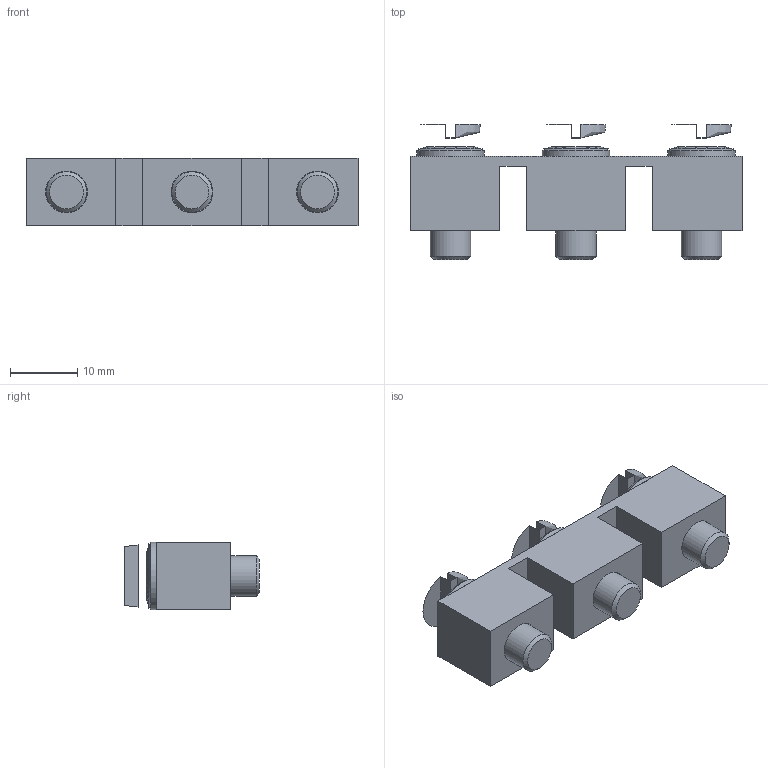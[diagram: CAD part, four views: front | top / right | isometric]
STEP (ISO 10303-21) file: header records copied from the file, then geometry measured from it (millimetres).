
FILE_DESCRIPTION(/* description */ (''),/* implementation_level */ '2;1');
FILE_NAME(/* name */ '17256_0_SQ_50_3.stp',/* time_stamp */ '2021-10-13T10:25:35+02:00',/* author */ ('schlueter'),/* organization */ ('USER'),/* preprocessor_version */ 'ST-DEVELOPER v18',/* originating_system */ 'Autodesk Manufacturing Data Exchange Utility2020.0.0.905203',/* authorisation */ '');
FILE_SCHEMA (('AUTOMOTIVE_DESIGN { 1 0 10303 214 3 1 1 }'));
Length unit declared in the file: millimetre
Products named in the file (1): 17256_0_SQ_50_3P
Bounding box: 49.2 x 20 x 10 mm (x, y, z)
Volume: 5701.9 mm3; surface area: 5097.4 mm2
Topology: 7 solids, 7 shells, 83 faces, 225 edges, 162 vertices
Faces by surface type: plane 44, cylinder 18, cone 15, torus 6
Full cylindrical faces by diameter (mm): 5.3 x3, 5.5 x3, 6 x3, 6.2 x3, 6.4 x3, 10 x3
Entity records: 2782 total; most frequent: DIRECTION 513, CARTESIAN_POINT 495, ORIENTED_EDGE 450, EDGE_CURVE 225, AXIS2_PLACEMENT_3D 216, VERTEX_POINT 162, CIRCLE 132, EDGE_LOOP 101
